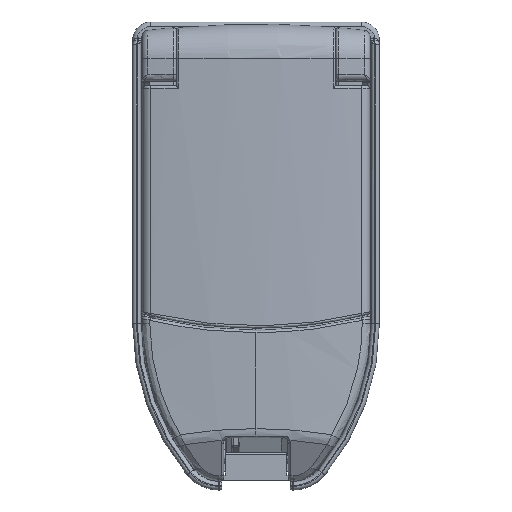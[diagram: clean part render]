
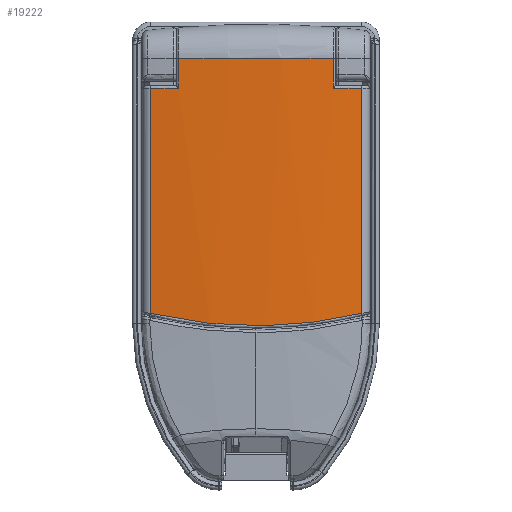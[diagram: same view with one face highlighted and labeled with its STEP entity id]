
A CAD part, top view. The second image highlights one B-rep face of the part: STEP entity #19222.
In plain terms, the highlighted cylindrical face has radius 200 mm (diameter 400 mm), a partial arc.
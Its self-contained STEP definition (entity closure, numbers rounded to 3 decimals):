
#2992 = FACE_OUTER_BOUND ( 'NONE', #17113, .T. ) ;
#2995 = AXIS2_PLACEMENT_3D ( 'NONE', #3408, #3409, #3410 ) ;
#2996 = CYLINDRICAL_SURFACE ( 'NONE', #2995, 200. ) ;
#3069 = AXIS2_PLACEMENT_3D ( 'NONE', #3689, #3690, #3691 ) ;
#3111 = AXIS2_PLACEMENT_3D ( 'NONE', #3858, #3862, #3863 ) ;
#3112 = AXIS2_PLACEMENT_3D ( 'NONE', #3864, #3868, #3869 ) ;
#3115 = VECTOR ( 'NONE', #3861, 1000. ) ;
#3116 = VECTOR ( 'NONE', #3867, 1000. ) ;
#3117 = VECTOR ( 'NONE', #3873, 1000. ) ;
#3119 = VECTOR ( 'NONE', #3890, 1000. ) ;
#3408 = CARTESIAN_POINT ( 'NONE',  ( 0.631, 55.064, -192.5 ) ) ;
#3409 = DIRECTION ( 'NONE',  ( 0., -1., 0. ) ) ;
#3410 = DIRECTION ( 'NONE',  ( 0., 0., -1. ) ) ;
#3689 = CARTESIAN_POINT ( 'NONE',  ( 0.631, 27., -192.5 ) ) ;
#3690 = DIRECTION ( 'NONE',  ( 0., -1., 0. ) ) ;
#3691 = DIRECTION ( 'NONE',  ( 0., 0., -1. ) ) ;
#3858 = CARTESIAN_POINT ( 'NONE',  ( 0.631, 20.5, -192.5 ) ) ;
#3859 = LINE ( 'NONE', #3860, #3115 ) ;
#3860 = CARTESIAN_POINT ( 'NONE',  ( 16.891, 55.064, 6.838 ) ) ;
#3861 = DIRECTION ( 'NONE',  ( 0., 1., 0. ) ) ;
#3862 = DIRECTION ( 'NONE',  ( 0., -1., 0. ) ) ;
#3863 = DIRECTION ( 'NONE',  ( 0., 0., 1. ) ) ;
#3864 = CARTESIAN_POINT ( 'NONE',  ( 0.631, 20.5, -192.5 ) ) ;
#3865 = LINE ( 'NONE', #3866, #3116 ) ;
#3866 = CARTESIAN_POINT ( 'NONE',  ( -16.894, 55.064, 6.731 ) ) ;
#3867 = DIRECTION ( 'NONE',  ( 0., -1., 0. ) ) ;
#3868 = DIRECTION ( 'NONE',  ( 0., -1., 0. ) ) ;
#3869 = DIRECTION ( 'NONE',  ( 0., 0., 1. ) ) ;
#3870 = CARTESIAN_POINT ( 'NONE',  ( -23.138, -28.772, 6.083 ) ) ;
#3871 = LINE ( 'NONE', #3872, #3117 ) ;
#3872 = CARTESIAN_POINT ( 'NONE',  ( -23.138, 55.064, 6.083 ) ) ;
#3873 = DIRECTION ( 'NONE',  ( 0., -1., 0. ) ) ;
#3874 = CARTESIAN_POINT ( 'NONE',  ( -19.344, -29.68, 6.537 ) ) ;
#3875 = CARTESIAN_POINT ( 'NONE',  ( -15.527, -30.357, 6.883 ) ) ;
#3876 = CARTESIAN_POINT ( 'NONE',  ( -7.846, -31.266, 7.357 ) ) ;
#3877 = CARTESIAN_POINT ( 'NONE',  ( -3.983, -31.496, 7.485 ) ) ;
#3878 = CARTESIAN_POINT ( 'NONE',  ( 1.849, -31.502, 7.506 ) ) ;
#3879 = CARTESIAN_POINT ( 'NONE',  ( 3.799, -31.447, 7.484 ) ) ;
#3880 = CARTESIAN_POINT ( 'NONE',  ( 6.732, -31.277, 7.409 ) ) ;
#3881 = CARTESIAN_POINT ( 'NONE',  ( 7.712, -31.205, 7.377 ) ) ;
#3882 = CARTESIAN_POINT ( 'NONE',  ( 9.664, -31.034, 7.298 ) ) ;
#3883 = CARTESIAN_POINT ( 'NONE',  ( 10.637, -30.934, 7.252 ) ) ;
#3884 = CARTESIAN_POINT ( 'NONE',  ( 15.489, -30.364, 6.985 ) ) ;
#3885 = CARTESIAN_POINT ( 'NONE',  ( 19.328, -29.682, 6.661 ) ) ;
#3886 = CARTESIAN_POINT ( 'NONE',  ( 23.125, -28.775, 6.231 ) ) ;
#3888 = LINE ( 'NONE', #3889, #3119 ) ;
#3889 = CARTESIAN_POINT ( 'NONE',  ( 23.125, 55.064, 6.231 ) ) ;
#3890 = DIRECTION ( 'NONE',  ( 0., -1., 0. ) ) ;
#4417 = CIRCLE ( 'NONE', #3111, 200. ) ;
#4418 = CIRCLE ( 'NONE', #3112, 200. ) ;
#13498 = B_SPLINE_CURVE_WITH_KNOTS ( 'NONE', 3,
 ( #3870, #3874, #3875, #3876, #3877, #3878, #3879, #3880, #3881, #3882, #3883, #3884, #3885, #3886 ),
 .UNSPECIFIED., .F., .F.,
 ( 4, 2, 2, 2, 2, 2, 4 ),
 ( 0., 0.012, 0.023, 0.029, 0.032, 0.035, 0.046 ),
 .UNSPECIFIED. ) ;
#14106 = VERTEX_POINT ( 'NONE', #25971 ) ;
#14107 = VERTEX_POINT ( 'NONE', #25972 ) ;
#14108 = VERTEX_POINT ( 'NONE', #25973 ) ;
#14109 = VERTEX_POINT ( 'NONE', #25974 ) ;
#14110 = VERTEX_POINT ( 'NONE', #25975 ) ;
#14111 = VERTEX_POINT ( 'NONE', #25976 ) ;
#14205 = VERTEX_POINT ( 'NONE', #26070 ) ;
#14223 = VERTEX_POINT ( 'NONE', #26088 ) ;
#17113 = EDGE_LOOP ( 'NONE', ( #18629, #18632, #18631, #18633, #18635, #18634, #18636, #18637 ) ) ;
#18629 = ORIENTED_EDGE ( 'NONE', *, *, #19316, .T. ) ;
#18631 = ORIENTED_EDGE ( 'NONE', *, *, #19296, .T. ) ;
#18632 = ORIENTED_EDGE ( 'NONE', *, *, #19315, .T. ) ;
#18633 = ORIENTED_EDGE ( 'NONE', *, *, #19317, .T. ) ;
#18634 = ORIENTED_EDGE ( 'NONE', *, *, #19319, .T. ) ;
#18635 = ORIENTED_EDGE ( 'NONE', *, *, #19318, .T. ) ;
#18636 = ORIENTED_EDGE ( 'NONE', *, *, #19320, .T. ) ;
#18637 = ORIENTED_EDGE ( 'NONE', *, *, #19321, .F. ) ;
#19222 = ADVANCED_FACE ( 'NONE', ( #2992 ), #2996, .T. ) ;
#19296 = EDGE_CURVE ( 'NONE', #14223, #14205, #25171, .T. ) ;
#19315 = EDGE_CURVE ( 'NONE', #14110, #14223, #3859, .T. ) ;
#19316 = EDGE_CURVE ( 'NONE', #14111, #14110, #4417, .T. ) ;
#19317 = EDGE_CURVE ( 'NONE', #14205, #14109, #3865, .T. ) ;
#19318 = EDGE_CURVE ( 'NONE', #14109, #14108, #4418, .T. ) ;
#19319 = EDGE_CURVE ( 'NONE', #14108, #14107, #3871, .T. ) ;
#19320 = EDGE_CURVE ( 'NONE', #14107, #14106, #13498, .T. ) ;
#19321 = EDGE_CURVE ( 'NONE', #14111, #14106, #3888, .T. ) ;
#25171 = CIRCLE ( 'NONE', #3069, 200. ) ;
#25971 = CARTESIAN_POINT ( 'NONE',  ( 23.125, -28.775, 6.231 ) ) ;
#25972 = CARTESIAN_POINT ( 'NONE',  ( -23.138, -28.772, 6.083 ) ) ;
#25973 = CARTESIAN_POINT ( 'NONE',  ( -23.138, 20.5, 6.083 ) ) ;
#25974 = CARTESIAN_POINT ( 'NONE',  ( -16.894, 20.5, 6.731 ) ) ;
#25975 = CARTESIAN_POINT ( 'NONE',  ( 16.891, 20.5, 6.838 ) ) ;
#25976 = CARTESIAN_POINT ( 'NONE',  ( 23.125, 20.5, 6.231 ) ) ;
#26070 = CARTESIAN_POINT ( 'NONE',  ( -16.894, 27., 6.731 ) ) ;
#26088 = CARTESIAN_POINT ( 'NONE',  ( 16.891, 27., 6.838 ) ) ;
